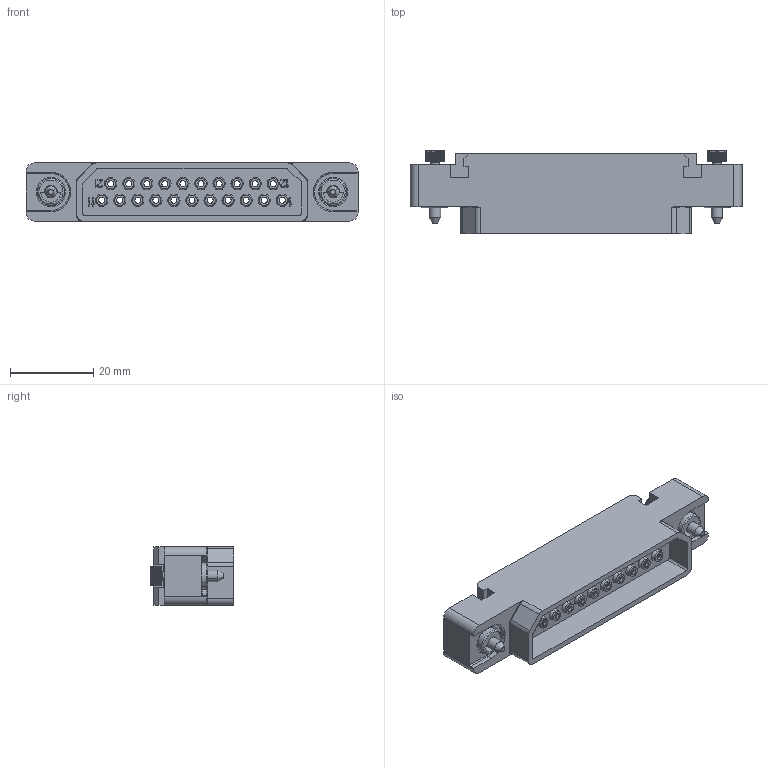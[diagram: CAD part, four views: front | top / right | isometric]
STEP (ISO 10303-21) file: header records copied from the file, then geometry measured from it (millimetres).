
FILE_DESCRIPTION((''),'2;1');
FILE_NAME('1900ND04P2A00A','2019-10-28T',('presta_be4'),(''),'CREO PARAMETRIC BY PTC INC, 2018360','CREO PARAMETRIC BY PTC INC, 2018360','');
FILE_SCHEMA(('CONFIG_CONTROL_DESIGN'));
Products named in the file (1): 1900ND04P2A00A
Bounding box: 80 x 20.16 x 14 mm (x, y, z)
Volume: 9908.5 mm3; surface area: 11056.4 mm2
Topology: 3 solids, 3 shells, 1446 faces, 3720 edges, 2384 vertices
Faces by surface type: plane 692, cylinder 474, cone 204, torus 36, extrusion 28, bspline 12
Entity records: 52086 total; most frequent: CARTESIAN_POINT 16586, ORIENTED_EDGE 7432, DIRECTION 7282, EDGE_CURVE 3716, AXIS2_PLACEMENT_3D 2558, VERTEX_POINT 2384, VECTOR 2166, LINE 2138
